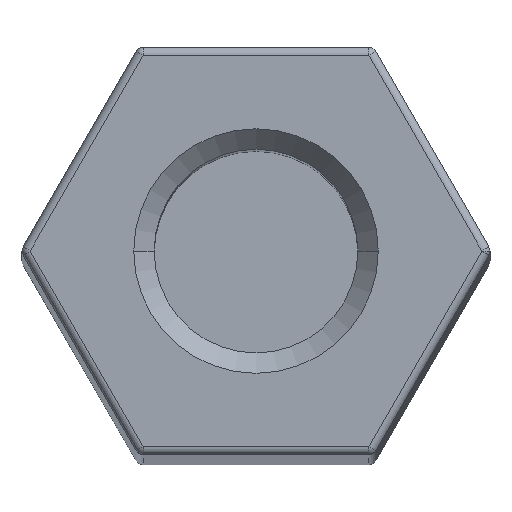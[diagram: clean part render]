
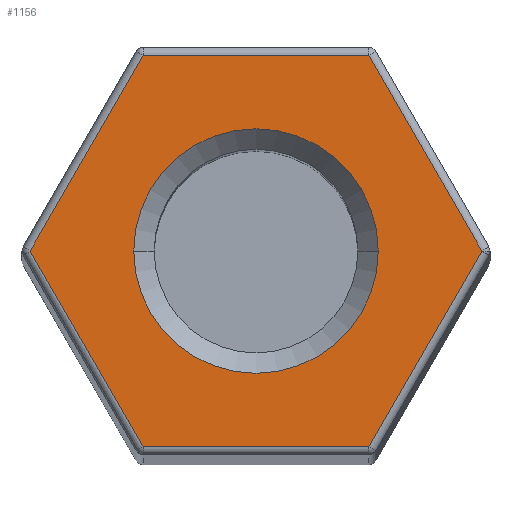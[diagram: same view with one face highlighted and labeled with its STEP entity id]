
A CAD part, top view. The second image highlights one B-rep face of the part: STEP entity #1156.
In plain terms, the highlighted planar face has unit normal (0, 0, 1).
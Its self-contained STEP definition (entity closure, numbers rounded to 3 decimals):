
#4 = VERTEX_POINT ( 'NONE', #10 ) ;
#10 = CARTESIAN_POINT ( 'NONE',  ( 1.5, 0., 70. ) ) ;
#50 = CARTESIAN_POINT ( 'NONE',  ( -1.5, 0., 70. ) ) ;
#72 = DIRECTION ( 'NONE',  ( 0., 0., -1. ) ) ;
#77 = CARTESIAN_POINT ( 'NONE',  ( 0., 0., 70. ) ) ;
#82 = DIRECTION ( 'NONE',  ( 0.5, -0.866, 0. ) ) ;
#90 = VECTOR ( 'NONE', #82, 1000. ) ;
#94 = CARTESIAN_POINT ( 'NONE',  ( 1.443, -2.4, 70. ) ) ;
#102 = DIRECTION ( 'NONE',  ( 1., 0., 0. ) ) ;
#122 = EDGE_LOOP ( 'NONE', ( #944, #708, #746, #996, #209, #483 ) ) ;
#123 = LINE ( 'NONE', #1256, #90 ) ;
#155 = AXIS2_PLACEMENT_3D ( 'NONE', #833, #211, #939 ) ;
#169 = FACE_BOUND ( 'NONE', #389, .T. ) ;
#172 = LINE ( 'NONE', #94, #671 ) ;
#184 = VECTOR ( 'NONE', #882, 1000. ) ;
#202 = EDGE_CURVE ( 'NONE', #1282, #963, #755, .T. ) ;
#204 = EDGE_CURVE ( 'NONE', #562, #1252, #459, .T. ) ;
#209 = ORIENTED_EDGE ( 'NONE', *, *, #972, .T. ) ;
#210 = DIRECTION ( 'NONE',  ( 1., 0., 0. ) ) ;
#211 = DIRECTION ( 'NONE',  ( 0., 0., -1. ) ) ;
#303 = DIRECTION ( 'NONE',  ( 0.5, 0.866, 0. ) ) ;
#318 = VERTEX_POINT ( 'NONE', #819 ) ;
#339 = VERTEX_POINT ( 'NONE', #50 ) ;
#389 = EDGE_LOOP ( 'NONE', ( #1028, #1063 ) ) ;
#394 = AXIS2_PLACEMENT_3D ( 'NONE', #77, #72, #210 ) ;
#410 = VECTOR ( 'NONE', #303, 1000. ) ;
#419 = CARTESIAN_POINT ( 'NONE',  ( 1.386, 2.4, 70. ) ) ;
#423 = CARTESIAN_POINT ( 'NONE',  ( 2.8, 0.05, 70. ) ) ;
#425 = CARTESIAN_POINT ( 'NONE',  ( -1.443, 2.4, 70. ) ) ;
#459 = LINE ( 'NONE', #992, #980 ) ;
#483 = ORIENTED_EDGE ( 'NONE', *, *, #202, .T. ) ;
#519 = CARTESIAN_POINT ( 'NONE',  ( 2.771, 0., 70. ) ) ;
#522 = DIRECTION ( 'NONE',  ( -1., 0., 0. ) ) ;
#532 = CARTESIAN_POINT ( 'NONE',  ( -2.771, 0., 70. ) ) ;
#534 = AXIS2_PLACEMENT_3D ( 'NONE', #888, #898, #761 ) ;
#562 = VERTEX_POINT ( 'NONE', #1053 ) ;
#588 = CIRCLE ( 'NONE', #394, 1.5 ) ;
#622 = CARTESIAN_POINT ( 'NONE',  ( 1.386, -2.4, 70. ) ) ;
#645 = EDGE_CURVE ( 'NONE', #1252, #318, #123, .T. ) ;
#671 = VECTOR ( 'NONE', #102, 1000. ) ;
#675 = EDGE_CURVE ( 'NONE', #318, #897, #172, .T. ) ;
#708 = ORIENTED_EDGE ( 'NONE', *, *, #204, .T. ) ;
#746 = ORIENTED_EDGE ( 'NONE', *, *, #645, .T. ) ;
#755 = LINE ( 'NONE', #894, #184 ) ;
#756 = LINE ( 'NONE', #425, #1311 ) ;
#761 = DIRECTION ( 'NONE',  ( 1., 0., 0. ) ) ;
#780 = DIRECTION ( 'NONE',  ( -0.5, -0.866, 0. ) ) ;
#787 = PLANE ( 'NONE',  #534 ) ;
#819 = CARTESIAN_POINT ( 'NONE',  ( -1.386, -2.4, 70. ) ) ;
#833 = CARTESIAN_POINT ( 'NONE',  ( 0., 0., 70. ) ) ;
#882 = DIRECTION ( 'NONE',  ( -0.5, 0.866, 0. ) ) ;
#888 = CARTESIAN_POINT ( 'NONE',  ( 2.887, 0., 70. ) ) ;
#894 = CARTESIAN_POINT ( 'NONE',  ( 1.357, 2.45, 70. ) ) ;
#897 = VERTEX_POINT ( 'NONE', #622 ) ;
#898 = DIRECTION ( 'NONE',  ( 0., 0., 1. ) ) ;
#939 = DIRECTION ( 'NONE',  ( 1., 0., 0. ) ) ;
#944 = ORIENTED_EDGE ( 'NONE', *, *, #1250, .T. ) ;
#963 = VERTEX_POINT ( 'NONE', #419 ) ;
#972 = EDGE_CURVE ( 'NONE', #897, #1282, #1294, .T. ) ;
#980 = VECTOR ( 'NONE', #780, 1000. ) ;
#981 = CIRCLE ( 'NONE', #155, 1.5 ) ;
#992 = CARTESIAN_POINT ( 'NONE',  ( -2.8, -0.05, 70. ) ) ;
#996 = ORIENTED_EDGE ( 'NONE', *, *, #675, .T. ) ;
#1028 = ORIENTED_EDGE ( 'NONE', *, *, #1055, .T. ) ;
#1053 = CARTESIAN_POINT ( 'NONE',  ( -1.386, 2.4, 70. ) ) ;
#1055 = EDGE_CURVE ( 'NONE', #4, #339, #588, .T. ) ;
#1063 = ORIENTED_EDGE ( 'NONE', *, *, #1257, .T. ) ;
#1156 = ADVANCED_FACE ( 'NONE', ( #1259, #169 ), #787, .T. ) ;
#1250 = EDGE_CURVE ( 'NONE', #963, #562, #756, .T. ) ;
#1252 = VERTEX_POINT ( 'NONE', #532 ) ;
#1256 = CARTESIAN_POINT ( 'NONE',  ( -1.357, -2.45, 70. ) ) ;
#1257 = EDGE_CURVE ( 'NONE', #339, #4, #981, .T. ) ;
#1259 = FACE_OUTER_BOUND ( 'NONE', #122, .T. ) ;
#1282 = VERTEX_POINT ( 'NONE', #519 ) ;
#1294 = LINE ( 'NONE', #423, #410 ) ;
#1311 = VECTOR ( 'NONE', #522, 1000. ) ;
